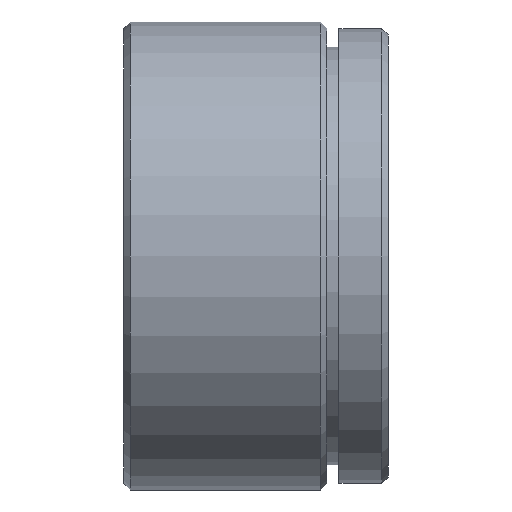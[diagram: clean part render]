
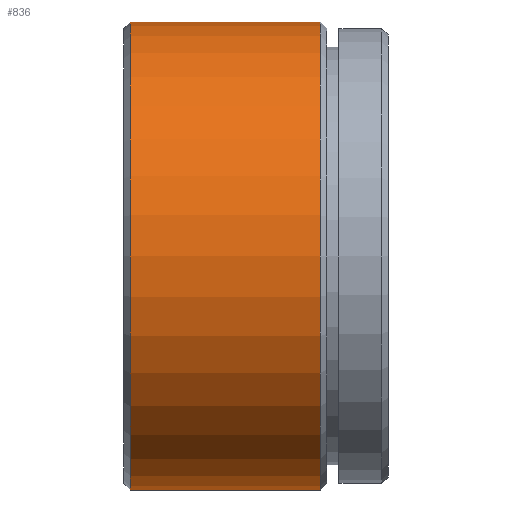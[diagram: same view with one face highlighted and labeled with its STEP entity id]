
A CAD part, left-side view. The second image highlights one B-rep face of the part: STEP entity #836.
In plain terms, the highlighted cylindrical face has radius 19.05 mm (diameter 38.1 mm), a partial arc.
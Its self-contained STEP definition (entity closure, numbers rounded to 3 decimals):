
#6 = CARTESIAN_POINT ( 'NONE',  ( 0., 0., 0. ) ) ;
#30 = DIRECTION ( 'NONE',  ( 0., 0., -1. ) ) ;
#39 = CARTESIAN_POINT ( 'NONE',  ( 0., 5.5, 0. ) ) ;
#54 = CARTESIAN_POINT ( 'NONE',  ( 0., 21., -19.05 ) ) ;
#70 = EDGE_CURVE ( 'NONE', #441, #343, #158, .T. ) ;
#83 = EDGE_CURVE ( 'NONE', #153, #411, #175, .T. ) ;
#91 = ORIENTED_EDGE ( 'NONE', *, *, #83, .F. ) ;
#100 = VECTOR ( 'NONE', #260, 1000. ) ;
#109 = EDGE_CURVE ( 'NONE', #153, #441, #188, .T. ) ;
#147 = ORIENTED_EDGE ( 'NONE', *, *, #109, .T. ) ;
#153 = VERTEX_POINT ( 'NONE', #167 ) ;
#158 = LINE ( 'NONE', #422, #162 ) ;
#162 = VECTOR ( 'NONE', #362, 1000. ) ;
#167 = CARTESIAN_POINT ( 'NONE',  ( 0., 21., 19.05 ) ) ;
#175 = LINE ( 'NONE', #964, #100 ) ;
#188 = CIRCLE ( 'NONE', #769, 19.05 ) ;
#242 = CIRCLE ( 'NONE', #427, 19.05 ) ;
#260 = DIRECTION ( 'NONE',  ( 0., -1., 0. ) ) ;
#343 = VERTEX_POINT ( 'NONE', #512 ) ;
#362 = DIRECTION ( 'NONE',  ( 0., -1., 0. ) ) ;
#365 = CYLINDRICAL_SURFACE ( 'NONE', #571, 19.05 ) ;
#379 = CARTESIAN_POINT ( 'NONE',  ( 0., 21., 0. ) ) ;
#400 = CARTESIAN_POINT ( 'NONE',  ( 0., 5.5, 19.05 ) ) ;
#411 = VERTEX_POINT ( 'NONE', #400 ) ;
#422 = CARTESIAN_POINT ( 'NONE',  ( 0., 0., -19.05 ) ) ;
#427 = AXIS2_PLACEMENT_3D ( 'NONE', #39, #674, #643 ) ;
#441 = VERTEX_POINT ( 'NONE', #54 ) ;
#446 = ORIENTED_EDGE ( 'NONE', *, *, #1098, .F. ) ;
#512 = CARTESIAN_POINT ( 'NONE',  ( 0., 5.5, -19.05 ) ) ;
#522 = FACE_OUTER_BOUND ( 'NONE', #912, .T. ) ;
#551 = DIRECTION ( 'NONE',  ( 0., -1., 0. ) ) ;
#571 = AXIS2_PLACEMENT_3D ( 'NONE', #6, #551, #30 ) ;
#643 = DIRECTION ( 'NONE',  ( 0., 0., -1. ) ) ;
#674 = DIRECTION ( 'NONE',  ( 0., -1., 0. ) ) ;
#731 = ORIENTED_EDGE ( 'NONE', *, *, #70, .T. ) ;
#769 = AXIS2_PLACEMENT_3D ( 'NONE', #379, #1094, #1113 ) ;
#836 = ADVANCED_FACE ( 'NONE', ( #522 ), #365, .T. ) ;
#912 = EDGE_LOOP ( 'NONE', ( #91, #147, #731, #446 ) ) ;
#964 = CARTESIAN_POINT ( 'NONE',  ( 0., 0., 19.05 ) ) ;
#1094 = DIRECTION ( 'NONE',  ( 0., -1., 0. ) ) ;
#1098 = EDGE_CURVE ( 'NONE', #411, #343, #242, .T. ) ;
#1113 = DIRECTION ( 'NONE',  ( 0., 0., -1. ) ) ;
